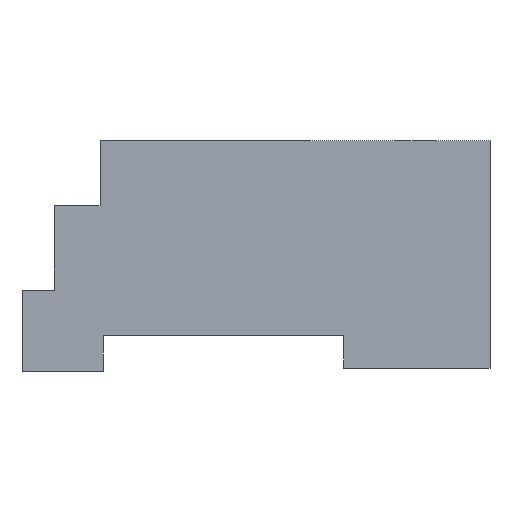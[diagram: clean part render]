
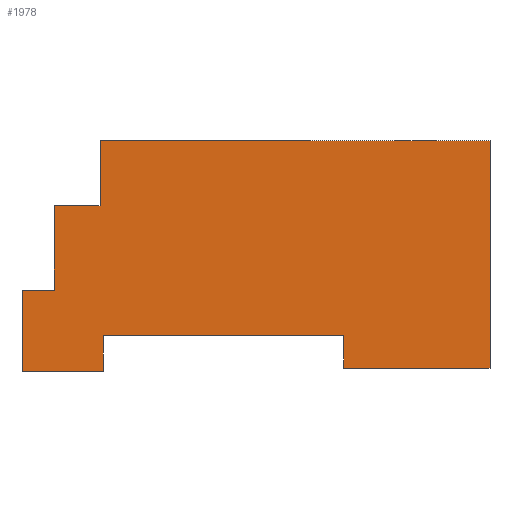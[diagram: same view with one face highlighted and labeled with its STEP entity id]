
A CAD part, front view. The second image highlights one B-rep face of the part: STEP entity #1978.
In plain terms, the highlighted planar face has unit normal (0, -1, 0).
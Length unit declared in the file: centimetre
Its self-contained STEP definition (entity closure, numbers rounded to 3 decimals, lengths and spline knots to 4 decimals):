
#116=FACE_OUTER_BOUND($,#219,.T.);
#219=EDGE_LOOP($,(#1789,#1790,#1791,#1792,#1793,#1794,#1795,#1796,#1797,
#1798,#1799,#1800));
#424=LINE($,#2945,#703);
#428=LINE($,#2952,#707);
#431=LINE($,#2958,#710);
#434=LINE($,#2964,#713);
#437=LINE($,#2970,#716);
#440=LINE($,#2976,#719);
#457=LINE($,#3008,#736);
#462=LINE($,#3017,#741);
#492=LINE($,#3072,#771);
#494=LINE($,#3076,#773);
#496=LINE($,#3080,#775);
#498=LINE($,#3083,#777);
#703=VECTOR($,#2401,140.);
#707=VECTOR($,#2407,260.);
#710=VECTOR($,#2412,100.);
#713=VECTOR($,#2417,250.);
#716=VECTOR($,#2422,250.);
#719=VECTOR($,#2427,110.);
#736=VECTOR($,#2456,200.);
#741=VECTOR($,#2463,740.);
#771=VECTOR($,#2515,100.);
#773=VECTOR($,#2519,450.);
#775=VECTOR($,#2523,700.);
#777=VECTOR($,#2527,1200.);
#924=VERTEX_POINT($,#2942);
#925=VERTEX_POINT($,#2944);
#927=VERTEX_POINT($,#2950);
#929=VERTEX_POINT($,#2956);
#931=VERTEX_POINT($,#2962);
#933=VERTEX_POINT($,#2968);
#935=VERTEX_POINT($,#2974);
#944=VERTEX_POINT($,#3007);
#947=VERTEX_POINT($,#3015);
#961=VERTEX_POINT($,#3071);
#962=VERTEX_POINT($,#3075);
#963=VERTEX_POINT($,#3079);
#1168=EDGE_CURVE($,#925,#924,#424,.T.);
#1172=EDGE_CURVE($,#924,#927,#428,.T.);
#1175=EDGE_CURVE($,#927,#929,#431,.T.);
#1178=EDGE_CURVE($,#929,#931,#434,.T.);
#1181=EDGE_CURVE($,#931,#933,#437,.T.);
#1184=EDGE_CURVE($,#933,#935,#440,.T.);
#1201=EDGE_CURVE($,#925,#944,#457,.T.);
#1206=EDGE_CURVE($,#947,#935,#462,.T.);
#1236=EDGE_CURVE($,#961,#947,#492,.T.);
#1238=EDGE_CURVE($,#962,#961,#494,.T.);
#1240=EDGE_CURVE($,#963,#962,#496,.T.);
#1242=EDGE_CURVE($,#944,#963,#498,.T.);
#1789=ORIENTED_EDGE($,*,*,#1242,.F.);
#1790=ORIENTED_EDGE($,*,*,#1201,.F.);
#1791=ORIENTED_EDGE($,*,*,#1168,.T.);
#1792=ORIENTED_EDGE($,*,*,#1172,.T.);
#1793=ORIENTED_EDGE($,*,*,#1175,.T.);
#1794=ORIENTED_EDGE($,*,*,#1178,.T.);
#1795=ORIENTED_EDGE($,*,*,#1181,.T.);
#1796=ORIENTED_EDGE($,*,*,#1184,.T.);
#1797=ORIENTED_EDGE($,*,*,#1206,.F.);
#1798=ORIENTED_EDGE($,*,*,#1236,.F.);
#1799=ORIENTED_EDGE($,*,*,#1238,.F.);
#1800=ORIENTED_EDGE($,*,*,#1240,.F.);
#1889=PLANE($,#2070);
#1978=ADVANCED_FACE($,(#116),#1889,.T.);
#2070=AXIS2_PLACEMENT_3D($,#3084,#2528,#2529);
#2401=DIRECTION($,(-1.,0.,0.));
#2407=DIRECTION($,(0.,0.,-1.));
#2412=DIRECTION($,(-1.,0.,0.));
#2417=DIRECTION($,(0.,0.,-1.));
#2422=DIRECTION($,(1.,0.,0.));
#2427=DIRECTION($,(0.,0.,1.));
#2456=DIRECTION($,(0.,0.,1.));
#2463=DIRECTION($,(-1.,0.,0.));
#2515=DIRECTION($,(0.,0.,1.));
#2519=DIRECTION($,(-1.,0.,0.));
#2523=DIRECTION($,(0.,0.,-1.));
#2527=DIRECTION($,(1.,0.,0.));
#2528=DIRECTION('center_axis',(0.,-1.,0.));
#2529=DIRECTION('ref_axis',(0.,0.,-1.));
#2942=CARTESIAN_POINT('',(-140.,0.,-200.));
#2944=CARTESIAN_POINT('',(0.,0.,-200.));
#2945=CARTESIAN_POINT($,(0.,0.,-200.));
#2950=CARTESIAN_POINT('',(-140.,0.,-460.));
#2952=CARTESIAN_POINT($,(-140.,0.,-200.));
#2956=CARTESIAN_POINT('',(-240.,0.,-460.));
#2958=CARTESIAN_POINT($,(-140.,0.,-460.));
#2962=CARTESIAN_POINT('',(-240.,0.,-710.));
#2964=CARTESIAN_POINT($,(-240.,0.,-460.));
#2968=CARTESIAN_POINT('',(10.,0.,-710.));
#2970=CARTESIAN_POINT($,(-240.,0.,-710.));
#2974=CARTESIAN_POINT('',(10.,0.,-600.));
#2976=CARTESIAN_POINT($,(10.,0.,-710.));
#3007=CARTESIAN_POINT('',(0.,0.,0.));
#3008=CARTESIAN_POINT($,(0.,0.,-600.));
#3015=CARTESIAN_POINT('',(750.,0.,-600.));
#3017=CARTESIAN_POINT($,(750.,0.,-600.));
#3071=CARTESIAN_POINT('',(750.,0.,-700.));
#3072=CARTESIAN_POINT($,(750.,0.,-700.));
#3075=CARTESIAN_POINT('',(1200.,0.,-700.));
#3076=CARTESIAN_POINT($,(1200.,0.,-700.));
#3079=CARTESIAN_POINT('',(1200.,0.,0.));
#3080=CARTESIAN_POINT($,(1200.,0.,0.));
#3083=CARTESIAN_POINT($,(0.,0.,0.));
#3084=CARTESIAN_POINT('Origin',(619.7368,0.,-330.2632));
